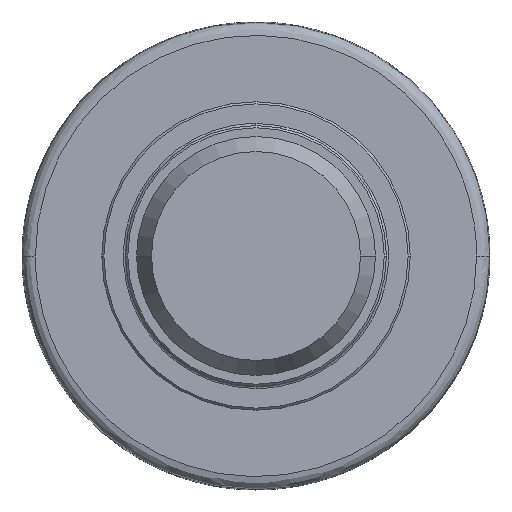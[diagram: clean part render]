
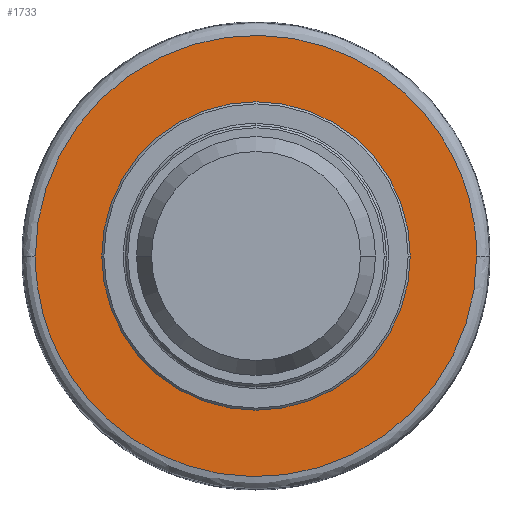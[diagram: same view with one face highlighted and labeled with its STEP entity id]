
A CAD part, left-side view. The second image highlights one B-rep face of the part: STEP entity #1733.
In plain terms, the highlighted planar face has unit normal (-1, 0, 0).
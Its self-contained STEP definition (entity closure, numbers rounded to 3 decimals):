
#5 =( BOUNDED_CURVE ( )  B_SPLINE_CURVE ( 3, ( #696, #700, #701, #702 ),
 .UNSPECIFIED., .F., .F. ) 
 B_SPLINE_CURVE_WITH_KNOTS ( ( 4, 4 ),
 ( 0.25, 0.75 ),
 .UNSPECIFIED. ) 
 CURVE ( )  GEOMETRIC_REPRESENTATION_ITEM ( )  RATIONAL_B_SPLINE_CURVE ( ( 1., 0.333, 0.333, 1. ) ) 
 REPRESENTATION_ITEM ( '' )  );
#6 =( BOUNDED_CURVE ( )  B_SPLINE_CURVE ( 3, ( #999, #1003, #1004, #1005 ),
 .UNSPECIFIED., .F., .F. ) 
 B_SPLINE_CURVE_WITH_KNOTS ( ( 4, 4 ),
 ( 0.644, 3.142 ),
 .UNSPECIFIED. ) 
 CURVE ( )  GEOMETRIC_REPRESENTATION_ITEM ( )  RATIONAL_B_SPLINE_CURVE ( ( 1., 0.544, 0.544, 1. ) ) 
 REPRESENTATION_ITEM ( '' )  );
#11 =( BOUNDED_CURVE ( )  B_SPLINE_CURVE ( 3, ( #1324, #1330, #1331, #1332 ),
 .UNSPECIFIED., .F., .T. ) 
 B_SPLINE_CURVE_WITH_KNOTS ( ( 4, 4 ),
 ( 3.142, 5.64 ),
 .UNSPECIFIED. ) 
 CURVE ( )  GEOMETRIC_REPRESENTATION_ITEM ( )  RATIONAL_B_SPLINE_CURVE ( ( 1., 0.544, 0.544, 1. ) ) 
 REPRESENTATION_ITEM ( '' )  );
#12 =( BOUNDED_CURVE ( )  B_SPLINE_CURVE ( 3, ( #1494, #1527, #1528, #1529 ),
 .UNSPECIFIED., .F., .T. ) 
 B_SPLINE_CURVE_WITH_KNOTS ( ( 4, 4 ),
 ( 0.75, 1.25 ),
 .UNSPECIFIED. ) 
 CURVE ( )  GEOMETRIC_REPRESENTATION_ITEM ( )  RATIONAL_B_SPLINE_CURVE ( ( 1., 0.333, 0.333, 1. ) ) 
 REPRESENTATION_ITEM ( '' )  );
#41 = EDGE_CURVE ( 'NONE', #614, #619, #428, .T. ) ;
#44 = EDGE_CURVE ( 'NONE', #609, #612, #5, .T. ) ;
#67 = EDGE_CURVE ( 'NONE', #633, #629, #6, .T. ) ;
#78 = EDGE_CURVE ( 'NONE', #639, #614, #466, .T. ) ;
#120 = EDGE_CURVE ( 'NONE', #629, #639, #11, .T. ) ;
#125 = EDGE_CURVE ( 'NONE', #667, #633, #511, .T. ) ;
#129 = EDGE_CURVE ( 'NONE', #619, #667, #518, .T. ) ;
#130 = EDGE_CURVE ( 'NONE', #612, #609, #12, .T. ) ;
#134 = AXIS2_PLACEMENT_3D ( 'NONE', #689, #690, #691 ) ;
#230 = EDGE_LOOP ( 'NONE', ( #373, #374 ) ) ;
#238 = EDGE_LOOP ( 'NONE', ( #367, #368, #369, #370, #371, #372 ) ) ;
#367 = ORIENTED_EDGE ( 'NONE', *, *, #41, .T. ) ;
#368 = ORIENTED_EDGE ( 'NONE', *, *, #129, .T. ) ;
#369 = ORIENTED_EDGE ( 'NONE', *, *, #125, .T. ) ;
#370 = ORIENTED_EDGE ( 'NONE', *, *, #67, .T. ) ;
#371 = ORIENTED_EDGE ( 'NONE', *, *, #120, .T. ) ;
#372 = ORIENTED_EDGE ( 'NONE', *, *, #78, .T. ) ;
#373 = ORIENTED_EDGE ( 'NONE', *, *, #130, .F. ) ;
#374 = ORIENTED_EDGE ( 'NONE', *, *, #44, .F. ) ;
#428 = CIRCLE ( 'NONE', #134, 31.542 ) ;
#466 = LINE ( 'NONE', #1054, #467 ) ;
#467 = VECTOR ( 'NONE', #1055, 1000. ) ;
#511 = LINE ( 'NONE', #1375, #513 ) ;
#513 = VECTOR ( 'NONE', #1376, 1000. ) ;
#518 = CIRCLE ( 'NONE', #1753, 31.542 ) ;
#596 = FACE_OUTER_BOUND ( 'NONE', #230, .T. ) ;
#599 = FACE_BOUND ( 'NONE', #238, .T. ) ;
#609 = VERTEX_POINT ( 'NONE', #1549 ) ;
#612 = VERTEX_POINT ( 'NONE', #1551 ) ;
#614 = VERTEX_POINT ( 'NONE', #1553 ) ;
#619 = VERTEX_POINT ( 'NONE', #1557 ) ;
#629 = VERTEX_POINT ( 'NONE', #1563 ) ;
#633 = VERTEX_POINT ( 'NONE', #1566 ) ;
#639 = VERTEX_POINT ( 'NONE', #1572 ) ;
#667 = VERTEX_POINT ( 'NONE', #1600 ) ;
#689 = CARTESIAN_POINT ( 'NONE',  ( 33.9, 0., 0. ) ) ;
#690 = DIRECTION ( 'NONE',  ( 1., 0., 0. ) ) ;
#691 = DIRECTION ( 'NONE',  ( 0., 1., 0. ) ) ;
#696 = CARTESIAN_POINT ( 'NONE',  ( 33.9, 50.772, 0. ) ) ;
#700 = CARTESIAN_POINT ( 'NONE',  ( 33.9, 50.772, 101.543 ) ) ;
#701 = CARTESIAN_POINT ( 'NONE',  ( 33.9, -50.772, 101.543 ) ) ;
#702 = CARTESIAN_POINT ( 'NONE',  ( 33.9, -50.772, 0. ) ) ;
#999 = CARTESIAN_POINT ( 'NONE',  ( 33.9, -0.9, -31.443 ) ) ;
#1003 = CARTESIAN_POINT ( 'NONE',  ( 33.9, -2.295, -29.916 ) ) ;
#1004 = CARTESIAN_POINT ( 'NONE',  ( 33.9, -1.743, -27.5 ) ) ;
#1005 = CARTESIAN_POINT ( 'NONE',  ( 33.9, 0., -27.5 ) ) ;
#1054 = CARTESIAN_POINT ( 'NONE',  ( 33.9, 0.9, -15.75 ) ) ;
#1055 = DIRECTION ( 'NONE',  ( 0., 0., -1. ) ) ;
#1324 = CARTESIAN_POINT ( 'NONE',  ( 33.9, 0., -27.5 ) ) ;
#1330 = CARTESIAN_POINT ( 'NONE',  ( 33.9, 1.743, -27.5 ) ) ;
#1331 = CARTESIAN_POINT ( 'NONE',  ( 33.9, 2.295, -29.916 ) ) ;
#1332 = CARTESIAN_POINT ( 'NONE',  ( 33.9, 0.9, -31.443 ) ) ;
#1375 = CARTESIAN_POINT ( 'NONE',  ( 33.9, -0.9, -15.75 ) ) ;
#1376 = DIRECTION ( 'NONE',  ( 0., 0., 1. ) ) ;
#1494 = CARTESIAN_POINT ( 'NONE',  ( 33.9, -50.772, 0. ) ) ;
#1522 = CARTESIAN_POINT ( 'NONE',  ( 33.9, 0., 0. ) ) ;
#1523 = DIRECTION ( 'NONE',  ( 1., 0., 0. ) ) ;
#1524 = DIRECTION ( 'NONE',  ( 0., 1., 0. ) ) ;
#1527 = CARTESIAN_POINT ( 'NONE',  ( 33.9, -50.772, -101.543 ) ) ;
#1528 = CARTESIAN_POINT ( 'NONE',  ( 33.9, 50.772, -101.543 ) ) ;
#1529 = CARTESIAN_POINT ( 'NONE',  ( 33.9, 50.772, 0. ) ) ;
#1549 = CARTESIAN_POINT ( 'NONE',  ( 33.9, 50.772, 0. ) ) ;
#1551 = CARTESIAN_POINT ( 'NONE',  ( 33.9, -50.772, 0. ) ) ;
#1553 = CARTESIAN_POINT ( 'NONE',  ( 33.9, 0.9, -31.529 ) ) ;
#1557 = CARTESIAN_POINT ( 'NONE',  ( 33.9, 0., 31.542 ) ) ;
#1563 = CARTESIAN_POINT ( 'NONE',  ( 33.9, 0., -27.5 ) ) ;
#1566 = CARTESIAN_POINT ( 'NONE',  ( 33.9, -0.9, -31.443 ) ) ;
#1572 = CARTESIAN_POINT ( 'NONE',  ( 33.9, 0.9, -31.443 ) ) ;
#1600 = CARTESIAN_POINT ( 'NONE',  ( 33.9, -0.9, -31.529 ) ) ;
#1733 = ADVANCED_FACE ( 'NONE', ( #599, #596 ), #1982, .T. ) ;
#1753 = AXIS2_PLACEMENT_3D ( 'NONE', #1522, #1523, #1524 ) ;
#1793 = AXIS2_PLACEMENT_3D ( 'NONE', #1925, #1983, #1984 ) ;
#1925 = CARTESIAN_POINT ( 'NONE',  ( 33.9, 0., -46.615 ) ) ;
#1982 = PLANE ( 'NONE',  #1793 ) ;
#1983 = DIRECTION ( 'NONE',  ( -1., 0., 0. ) ) ;
#1984 = DIRECTION ( 'NONE',  ( 0., 0., 1. ) ) ;
